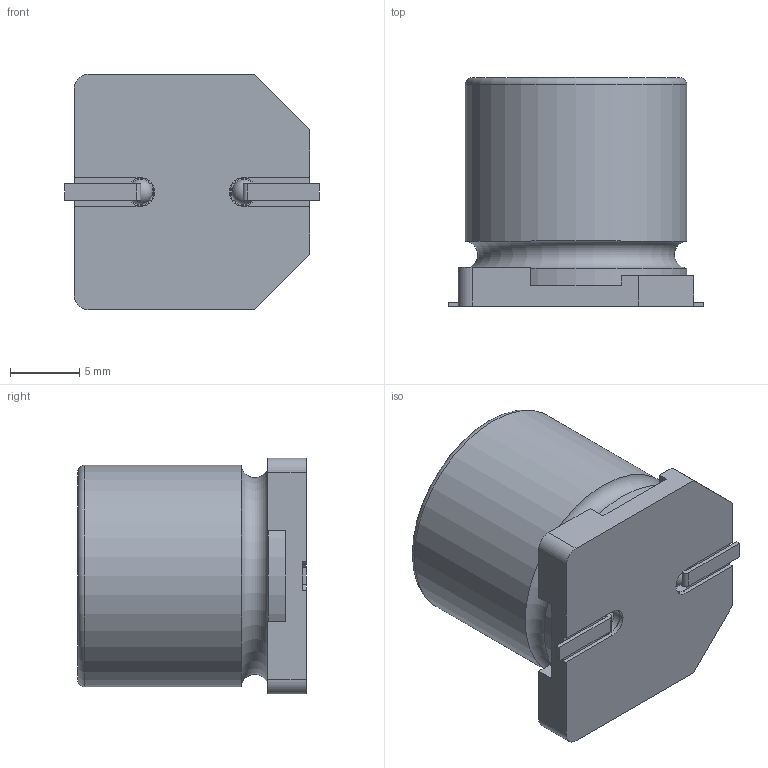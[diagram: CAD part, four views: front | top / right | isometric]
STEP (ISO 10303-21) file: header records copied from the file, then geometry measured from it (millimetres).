
FILE_DESCRIPTION(/* description */ (''),/* implementation_level */ '2;1');
FILE_NAME(/* name */ 'Panasonic size code J16.stp',/* time_stamp */ '2019-01-22T10:53:36+00:00',/* author */ ('callum.snowden'),/* organization */ (''),/* preprocessor_version */ 'ST-DEVELOPER v17',/* originating_system */ 'Autodesk Inventor 2018',/* authorisation */ '');
FILE_SCHEMA (('AUTOMOTIVE_DESIGN { 1 0 10303 214 3 1 1 }'));
Length unit declared in the file: millimetre
Products named in the file (5): Assembly1; 16 SIZE CODE J16; •W€SIZE CODE J16-001; •W€SIZE CODE J16-002; •W€SIZE CODE J16-003
Assembly tree (5 placements, depth 3):
  Assembly1
    16 SIZE CODE J16
      •W€SIZE CODE J16-001
      •W€SIZE CODE J16-002
      •W€SIZE CODE J16-003  x2
Bounding box: 18.4 x 16.5 x 17 mm (x, y, z)
Volume: 3406.4 mm3; surface area: 1953.3 mm2
Topology: 4 solids, 4 shells, 69 faces, 189 edges, 129 vertices
Faces by surface type: plane 49, cylinder 16, torus 2, sphere 2
Full cylindrical faces by diameter (mm): 1.8 x2, 2 x2, 16 x2
Entity records: 2080 total; most frequent: DIRECTION 344, CARTESIAN_POINT 337, ORIENTED_EDGE 320, EDGE_CURVE 160, AXIS2_PLACEMENT_3D 116, LINE 112, VECTOR 112, VERTEX_POINT 109
